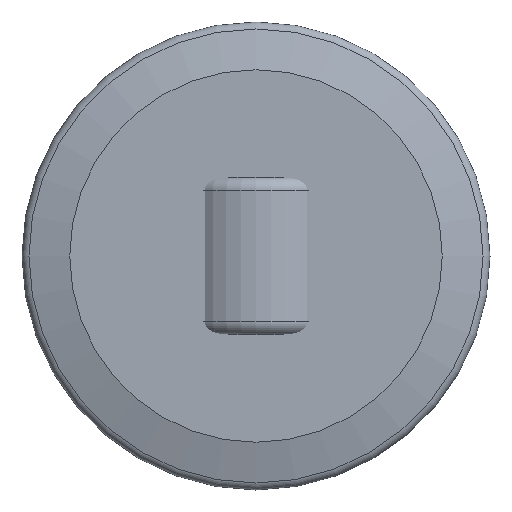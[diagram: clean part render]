
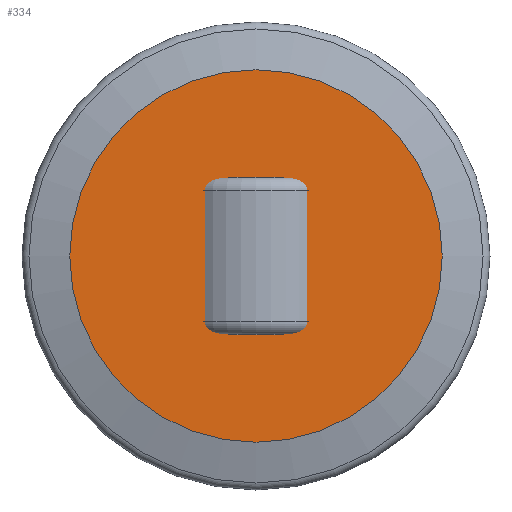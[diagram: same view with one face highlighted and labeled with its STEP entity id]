
A CAD part, front view. The second image highlights one B-rep face of the part: STEP entity #334.
In plain terms, the highlighted planar face has unit normal (0, -1, 0).
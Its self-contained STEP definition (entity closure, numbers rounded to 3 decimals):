
#66=FACE_OUTER_BOUND('',#87,.T.);
#87=EDGE_LOOP('',(#273,#274));
#120=CIRCLE('',#401,59.3);
#121=CIRCLE('',#402,59.3);
#158=VERTEX_POINT('',#623);
#159=VERTEX_POINT('',#624);
#199=EDGE_CURVE('',#158,#159,#120,.T.);
#200=EDGE_CURVE('',#159,#158,#121,.T.);
#273=ORIENTED_EDGE('',*,*,#199,.T.);
#274=ORIENTED_EDGE('',*,*,#200,.T.);
#321=PLANE('',#403);
#334=ADVANCED_FACE('',(#66),#321,.T.);
#401=AXIS2_PLACEMENT_3D('',#625,#499,#500);
#402=AXIS2_PLACEMENT_3D('',#626,#501,#502);
#403=AXIS2_PLACEMENT_3D('',#628,#504,#505);
#499=DIRECTION('center_axis',(0.,-1.,0.));
#500=DIRECTION('ref_axis',(1.,0.,0.));
#501=DIRECTION('center_axis',(0.,-1.,0.));
#502=DIRECTION('ref_axis',(1.,0.,0.));
#504=DIRECTION('center_axis',(0.,-1.,0.));
#505=DIRECTION('ref_axis',(0.,0.,-1.));
#623=CARTESIAN_POINT('',(59.3,-22.,0.));
#624=CARTESIAN_POINT('',(-59.3,-22.,0.));
#625=CARTESIAN_POINT('Origin',(0.,-22.,0.));
#626=CARTESIAN_POINT('Origin',(0.,-22.,0.));
#628=CARTESIAN_POINT('Origin',(0.,-22.,0.));
